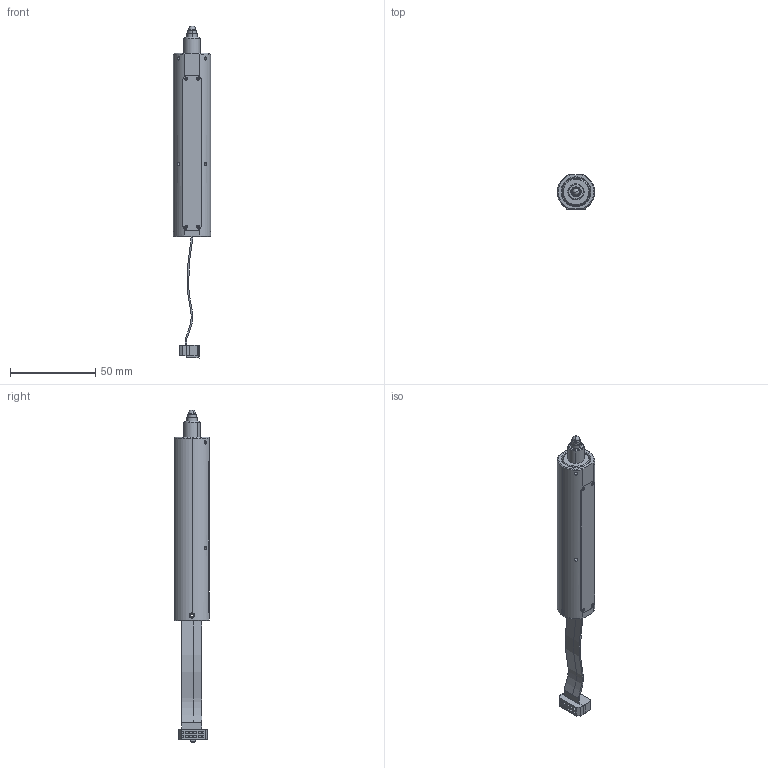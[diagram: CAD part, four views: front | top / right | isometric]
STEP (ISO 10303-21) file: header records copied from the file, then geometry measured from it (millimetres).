
FILE_DESCRIPTION (( 'STEP AP203' ), '1' );
FILE_NAME ('08SMA-13.STEP', '2016-06-02T07:45:42', ( '' ), ( '' ), 'SwSTEP 2.0', 'SolidWorks 2016', '' );
FILE_SCHEMA (( 'CONFIG_CONTROL_DESIGN' ));
Length unit declared in the file: millimetre
Products named in the file (1): 08SMA-13
Bounding box: 22 x 20 x 195.29 mm (x, y, z)
Volume: 30410.4 mm3; surface area: 28156.5 mm2
Topology: 20 solids, 22 shells, 1503 faces, 4009 edges, 2653 vertices
Faces by surface type: plane 707, bspline 504, cylinder 246, cone 30, torus 10, sphere 6
Entity records: 65234 total; most frequent: CARTESIAN_POINT 30833, ORIENTED_EDGE 7988, DIRECTION 5385, EDGE_CURVE 3994, VERTEX_POINT 2646, VECTOR 2361, LINE 2361, EDGE_LOOP 1700
